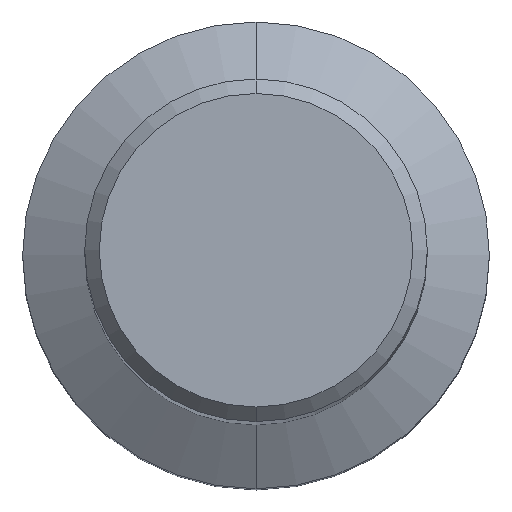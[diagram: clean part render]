
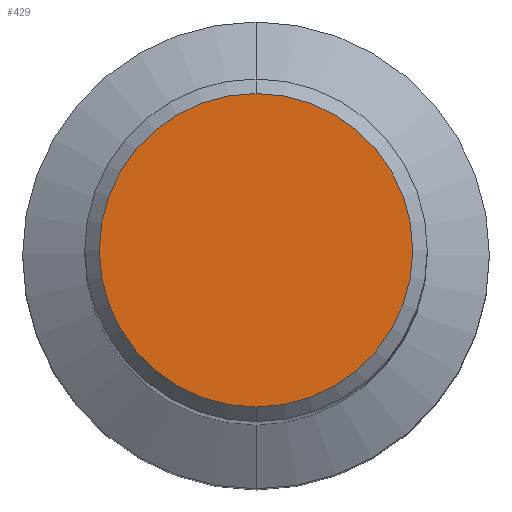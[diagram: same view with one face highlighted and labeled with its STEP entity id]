
A CAD part, top view. The second image highlights one B-rep face of the part: STEP entity #429.
In plain terms, the highlighted planar face has unit normal (0, 0, 1).
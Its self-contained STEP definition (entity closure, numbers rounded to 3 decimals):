
#381=EDGE_CURVE('',#473,#535,#787,.T.);
#429=ADVANCED_FACE('',(#843),#844,.T.);
#473=VERTEX_POINT('',#891);
#511=EDGE_CURVE('',#535,#473,#932,.T.);
#535=VERTEX_POINT('',#957);
#787=CIRCLE('',#1372,4.264);
#843=FACE_OUTER_BOUND('',#1506,.T.);
#844=PLANE('',#1507);
#891=CARTESIAN_POINT('',(0.,-4.264,0.0));
#932=CIRCLE('',#1626,4.264);
#957=CARTESIAN_POINT('',(0.0,4.264,0.0));
#1372=AXIS2_PLACEMENT_3D('',#2016,#2017,#2018);
#1506=EDGE_LOOP('',(#2087,#2088));
#1507=AXIS2_PLACEMENT_3D('',#2089,#2090,#2091);
#1626=AXIS2_PLACEMENT_3D('',#2172,#2173,#2174);
#2016=CARTESIAN_POINT('',(0.0,0.0,0.0));
#2017=DIRECTION('',(0.0,0.0,-1.0));
#2018=DIRECTION('',(0.0,1.0,0.0));
#2087=ORIENTED_EDGE('',*,*,#511,.F.);
#2088=ORIENTED_EDGE('',*,*,#381,.F.);
#2089=CARTESIAN_POINT('',(0.0,2.132,0.0));
#2090=DIRECTION('',(-0.0,0.0,1.0));
#2091=DIRECTION('',(0.0,-1.0,0.0));
#2172=CARTESIAN_POINT('',(0.0,0.0,0.0));
#2173=DIRECTION('',(0.0,0.0,-1.0));
#2174=DIRECTION('',(0.0,1.0,0.0));
